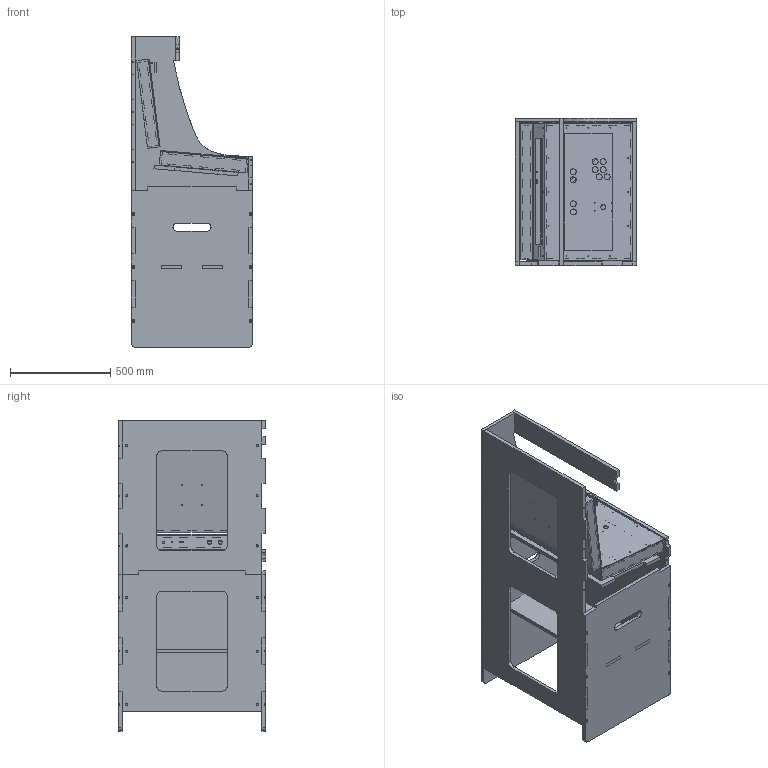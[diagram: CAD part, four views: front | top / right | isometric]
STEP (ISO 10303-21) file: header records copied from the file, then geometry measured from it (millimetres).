
FILE_DESCRIPTION(/* description */ (''),/* implementation_level */ '2;1');
FILE_NAME(/* name */ 'Arcade Cabinet v59.step',/* time_stamp */ '2024-06-25T20:40:23+01:00',/* author */ (''),/* organization */ (''),/* preprocessor_version */ 'ST-DEVELOPER v20',/* originating_system */ 'Autodesk Translation Framework v13.14.0.145',/* authorisation */ '');
FILE_SCHEMA (('AUTOMOTIVE_DESIGN { 1 0 10303 214 3 1 1 }'));
Length unit declared in the file: millimetre
Products named in the file (6): Arcade Cabinet; Lower; Upper; Arcade Case Lower (1); Arcade Case Bumper (1); Arcade Case Upper (1)
Assembly tree (5 placements, depth 2):
  Arcade Cabinet
    Lower
    Upper
    Arcade Case Lower (1)
    Arcade Case Bumper (1)
    Arcade Case Upper (1)
Bounding box: 604 x 734 x 1550 mm (x, y, z)
Volume: 63828632.3 mm3; surface area: 9698164.7 mm2
Topology: 25 solids, 25 shells, 1647 faces, 4657 edges, 3110 vertices
Faces by surface type: plane 1361, cylinder 252, bspline 33, torus 1
Full cylindrical faces by diameter (mm): 3.4 x35, 4.6 x32, 5 x2, 5.3 x3, 6.6 x4, 7 x67, 10.7 x24, 10.8 x1, 12.5 x1, 15 x6, 16 x13, 20 x2, 21.4 x1, 24 x1, 30 x10
Entity records: 57279 total; most frequent: CARTESIAN_POINT 13711, ORIENTED_EDGE 9314, DIRECTION 8210, EDGE_CURVE 4657, LINE 3986, VECTOR 3986, VERTEX_POINT 3110, AXIS2_PLACEMENT_3D 2112
